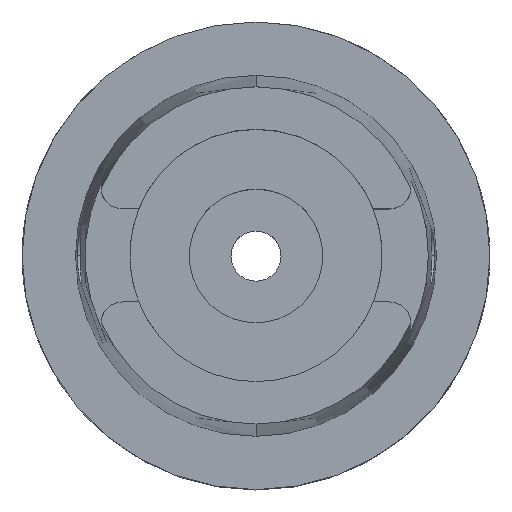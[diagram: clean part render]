
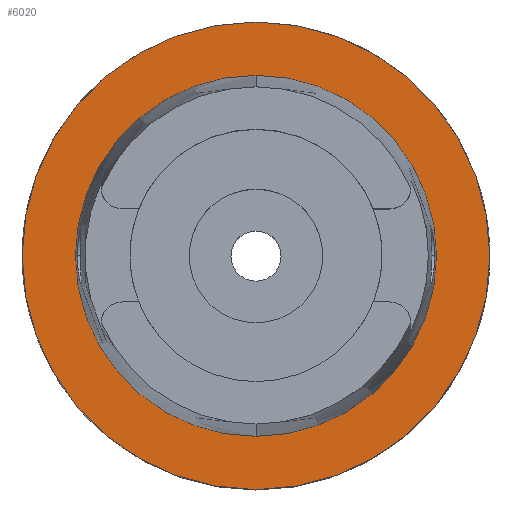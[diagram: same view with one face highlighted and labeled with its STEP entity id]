
A CAD part, top view. The second image highlights one B-rep face of the part: STEP entity #6020.
In plain terms, the highlighted planar face has unit normal (0, 0, 1).
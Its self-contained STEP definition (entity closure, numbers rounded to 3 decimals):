
#3079=CARTESIAN_POINT('',(0.,0.,0.));
#3080=DIRECTION('',(0.,0.,-1.));
#3081=DIRECTION('',(0.,-1.,0.));
#3082=AXIS2_PLACEMENT_3D('',#3079,#3080,#3081);
#3087=CARTESIAN_POINT('',(0.,0.,0.));
#3088=DIRECTION('',(0.,0.,-1.));
#3089=DIRECTION('',(0.,1.,0.));
#3090=AXIS2_PLACEMENT_3D('',#3087,#3088,#3089);
#3095=CARTESIAN_POINT('',(0.,0.,0.));
#3096=DIRECTION('',(0.,0.,1.));
#3097=DIRECTION('',(0.,-1.,0.));
#3098=AXIS2_PLACEMENT_3D('',#3095,#3096,#3097);
#3103=CARTESIAN_POINT('',(0.,0.,0.));
#3104=DIRECTION('',(0.,0.,1.));
#3105=DIRECTION('',(0.,1.,0.));
#3106=AXIS2_PLACEMENT_3D('',#3103,#3104,#3105);
#3471=CARTESIAN_POINT('',(0.,-24.315,0.));
#3472=VERTEX_POINT('',#3471);
#3473=CARTESIAN_POINT('',(0.,24.315,0.));
#3474=VERTEX_POINT('',#3473);
#3875=CARTESIAN_POINT('',(0.,31.5,0.));
#3876=VERTEX_POINT('',#3875);
#3877=CARTESIAN_POINT('',(0.,-31.5,0.));
#3878=VERTEX_POINT('',#3877);
#6007=CARTESIAN_POINT('',(0.,0.,0.));
#6008=DIRECTION('',(0.,0.,1.));
#6009=DIRECTION('',(0.,1.,0.));
#6010=AXIS2_PLACEMENT_3D('',#6007,#6008,#6009);
#6011=PLANE('',#6010);
#6012=ORIENTED_EDGE('',*,*,#5989,.T.);
#6013=ORIENTED_EDGE('',*,*,#5880,.T.);
#6014=EDGE_LOOP('',(#6012,#6013));
#6015=FACE_OUTER_BOUND('',#6014,.F.);
#6016=ORIENTED_EDGE('',*,*,#4058,.T.);
#6017=ORIENTED_EDGE('',*,*,#4014,.T.);
#6018=EDGE_LOOP('',(#6016,#6017));
#6019=FACE_BOUND('',#6018,.F.);
#3083=CIRCLE('',#3082,31.5);
#3091=CIRCLE('',#3090,31.5);
#3099=CIRCLE('',#3098,24.315);
#3107=CIRCLE('',#3106,24.315);
#4014=EDGE_CURVE('',#3474,#3472,#3107,.T.);
#4058=EDGE_CURVE('',#3472,#3474,#3099,.T.);
#5880=EDGE_CURVE('',#3876,#3878,#3091,.T.);
#5989=EDGE_CURVE('',#3878,#3876,#3083,.T.);
#6020=ADVANCED_FACE('',(#6015,#6019),#6011,.T.);
